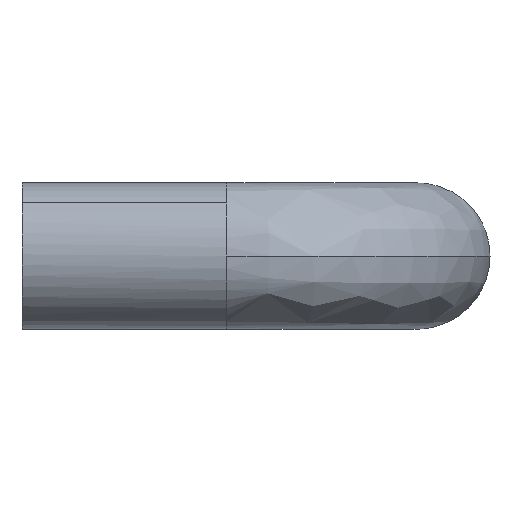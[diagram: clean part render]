
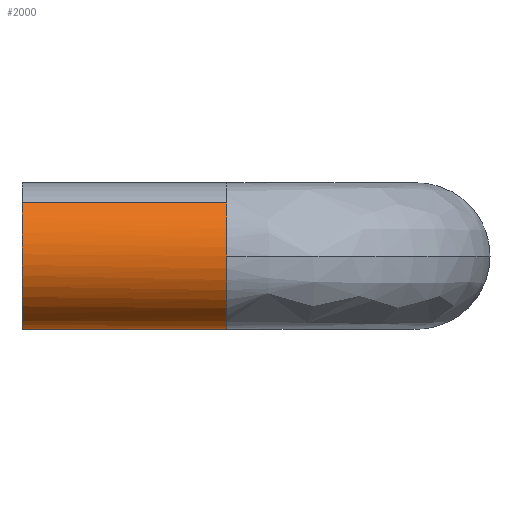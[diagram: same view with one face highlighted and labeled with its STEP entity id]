
A CAD part, left-side view. The second image highlights one B-rep face of the part: STEP entity #2000.
In plain terms, the highlighted free-form (B-spline) face has degree [2, 1] with [5, 2] control points.
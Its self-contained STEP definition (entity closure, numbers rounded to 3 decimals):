
#1611=CARTESIAN_POINT('',(-12.5,-35.,0.));
#1612=VERTEX_POINT('',#1611);
#1659=CARTESIAN_POINT('',(-8.604,-35.,9.067));
#1660=VERTEX_POINT('',#1659);
#1674=CARTESIAN_POINT('',(-8.604,-35.,9.067));
#1675=CARTESIAN_POINT('',(-12.5,-35.,5.37));
#1676=CARTESIAN_POINT('',(-12.5,-35.,0.));
#1684=(BOUNDED_CURVE()B_SPLINE_CURVE(2,(#1674,#1675,#1676),.UNSPECIFIED.,.F.,.U.)B_SPLINE_CURVE_WITH_KNOTS((3,3),(0.484,1.0),.UNSPECIFIED.)CURVE()GEOMETRIC_REPRESENTATION_ITEM()RATIONAL_B_SPLINE_CURVE((0.854,0.849,1.0))REPRESENTATION_ITEM(''));
#1685=EDGE_CURVE('',#1660,#1612,#1684,.T.);
#1720=CARTESIAN_POINT('',(8.604,-35.,-9.067));
#1721=VERTEX_POINT('',#1720);
#1722=CARTESIAN_POINT('',(-12.5,-35.,0.));
#1723=CARTESIAN_POINT('',(-12.5,-35.,-12.5));
#1724=CARTESIAN_POINT('',(0.,-35.,-12.5));
#1725=CARTESIAN_POINT('',(4.987,-35.,-12.5));
#1726=CARTESIAN_POINT('',(8.604,-35.,-9.067));
#1734=(BOUNDED_CURVE()B_SPLINE_CURVE(2,(#1722,#1723,#1724,#1725,#1726),.UNSPECIFIED.,.F.,.U.)B_SPLINE_CURVE_WITH_KNOTS((3,2,3),(0.0,0.333,0.495),.UNSPECIFIED.)CURVE()GEOMETRIC_REPRESENTATION_ITEM()RATIONAL_B_SPLINE_CURVE((1.0,0.707,1.0,0.858,0.854))REPRESENTATION_ITEM(''));
#1735=EDGE_CURVE('',#1612,#1721,#1734,.T.);
#1897=CARTESIAN_POINT('',(8.604,0.,-9.067));
#1898=VERTEX_POINT('',#1897);
#1899=CARTESIAN_POINT('',(8.604,0.,-9.067));
#1900=CARTESIAN_POINT('',(8.604,-35.,-9.067));
#1901=QUASI_UNIFORM_CURVE('',1,(#1899,#1900),.UNSPECIFIED.,.F.,.U.);
#1902=EDGE_CURVE('',#1898,#1721,#1901,.T.);
#1921=CARTESIAN_POINT('',(-8.604,0.,9.067));
#1922=VERTEX_POINT('',#1921);
#1936=CARTESIAN_POINT('',(-8.604,0.,9.067));
#1937=CARTESIAN_POINT('',(-8.604,-35.,9.067));
#1938=QUASI_UNIFORM_CURVE('',1,(#1936,#1937),.UNSPECIFIED.,.F.,.U.);
#1939=EDGE_CURVE('',#1922,#1660,#1938,.T.);
#1946=CARTESIAN_POINT('',(-8.604,0.875,9.067));
#1947=CARTESIAN_POINT('',(-17.672,0.875,0.463));
#1948=CARTESIAN_POINT('',(-9.067,0.875,-8.604));
#1949=CARTESIAN_POINT('',(-0.463,0.875,-17.672));
#1950=CARTESIAN_POINT('',(8.604,0.875,-9.067));
#1951=CARTESIAN_POINT('',(-8.604,-35.897,9.067));
#1952=CARTESIAN_POINT('',(-17.672,-35.897,0.463));
#1953=CARTESIAN_POINT('',(-9.067,-35.897,-8.604));
#1954=CARTESIAN_POINT('',(-0.463,-35.897,-17.672));
#1955=CARTESIAN_POINT('',(8.604,-35.897,-9.067));
#1963=(BOUNDED_SURFACE()B_SPLINE_SURFACE(2,1,((#1946,#1951),(#1947,#1952),(#1948,#1953),(#1949,#1954),(#1950,#1955)),.UNSPECIFIED.,.F.,.F.,.U.)B_SPLINE_SURFACE_WITH_KNOTS((3,2,3),(2,2),(0.0,20.711,41.421),(0.0,36.772),.UNSPECIFIED.)GEOMETRIC_REPRESENTATION_ITEM()RATIONAL_B_SPLINE_SURFACE(((1.0,1.0),(0.707,0.707),(1.0,1.0),(0.707,0.707),(1.0,1.0)))REPRESENTATION_ITEM('')SURFACE());
#1964=ORIENTED_EDGE('',*,*,#1735,.F.);
#1965=ORIENTED_EDGE('',*,*,#1685,.F.);
#1966=ORIENTED_EDGE('',*,*,#1939,.F.);
#1967=CARTESIAN_POINT('',(0.0,0.0,-12.5));
#1968=VERTEX_POINT('',#1967);
#1969=CARTESIAN_POINT('',(-8.604,0.,9.067));
#1970=CARTESIAN_POINT('',(-12.5,0.0,5.37));
#1971=CARTESIAN_POINT('',(-12.5,0.0,0.0));
#1972=CARTESIAN_POINT('',(-12.5,0.0,-12.5));
#1973=CARTESIAN_POINT('',(0.0,0.0,-12.5));
#1981=(BOUNDED_CURVE()B_SPLINE_CURVE(2,(#1969,#1970,#1971,#1972,#1973),.UNSPECIFIED.,.F.,.U.)B_SPLINE_CURVE_WITH_KNOTS((3,2,3),(0.121,0.25,0.5),.UNSPECIFIED.)CURVE()GEOMETRIC_REPRESENTATION_ITEM()RATIONAL_B_SPLINE_CURVE((0.854,0.849,1.0,0.707,1.0))REPRESENTATION_ITEM(''));
#1982=EDGE_CURVE('',#1922,#1968,#1981,.T.);
#1983=ORIENTED_EDGE('',*,*,#1982,.T.);
#1984=CARTESIAN_POINT('',(0.0,0.0,-12.5));
#1985=CARTESIAN_POINT('',(4.987,0.0,-12.5));
#1986=CARTESIAN_POINT('',(8.604,0.0,-9.067));
#1994=(BOUNDED_CURVE()B_SPLINE_CURVE(2,(#1984,#1985,#1986),.UNSPECIFIED.,.F.,.U.)B_SPLINE_CURVE_WITH_KNOTS((3,3),(0.5,0.621),.UNSPECIFIED.)CURVE()GEOMETRIC_REPRESENTATION_ITEM()RATIONAL_B_SPLINE_CURVE((1.0,0.858,0.854))REPRESENTATION_ITEM(''));
#1995=EDGE_CURVE('',#1968,#1898,#1994,.T.);
#1996=ORIENTED_EDGE('',*,*,#1995,.T.);
#1997=ORIENTED_EDGE('',*,*,#1902,.T.);
#1998=EDGE_LOOP('',(#1964,#1965,#1966,#1983,#1996,#1997));
#1999=FACE_OUTER_BOUND('',#1998,.T.);
#2000=ADVANCED_FACE('',(#1999),#1963,.T.);
